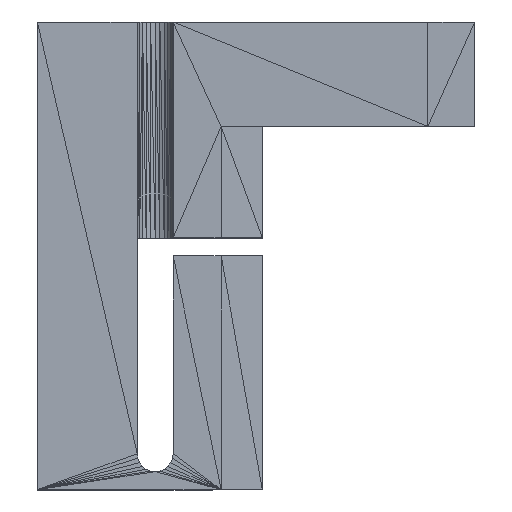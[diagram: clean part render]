
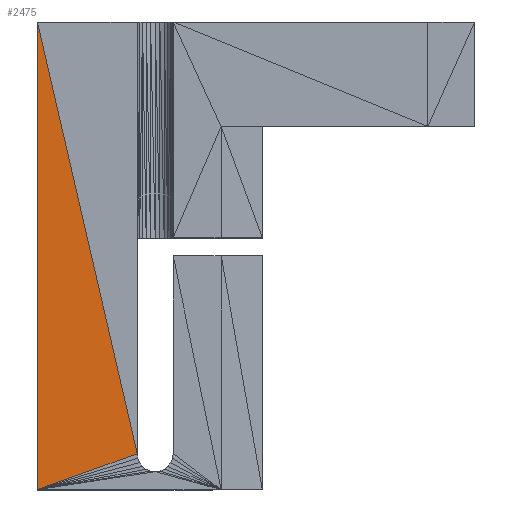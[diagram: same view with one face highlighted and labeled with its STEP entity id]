
A CAD part, top view. The second image highlights one B-rep face of the part: STEP entity #2475.
In plain terms, the highlighted planar face has unit normal (0, 0, 1).
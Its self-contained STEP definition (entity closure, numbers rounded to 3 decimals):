
#56 = VERTEX_POINT('',#57);
#57 = CARTESIAN_POINT('',(0.,0.,11.9));
#703 = VERTEX_POINT('',#704);
#704 = CARTESIAN_POINT('',(0.,26.,11.9));
#1128 = VERTEX_POINT('',#1129);
#1129 = CARTESIAN_POINT('',(5.544,2.,11.9));
#2394 = EDGE_CURVE('',#1128,#703,#2395,.T.);
#2395 = SURFACE_CURVE('',#2396,(#2400,#2412),.PCURVE_S1.);
#2396 = LINE('',#2397,#2398);
#2397 = CARTESIAN_POINT('',(5.544,2.,11.9));
#2398 = VECTOR('',#2399,1.);
#2399 = DIRECTION('',(-0.225,0.974,0.));
#2400 = PCURVE('',#2401,#2406);
#2401 = PLANE('',#2402);
#2402 = AXIS2_PLACEMENT_3D('',#2403,#2404,#2405);
#2403 = CARTESIAN_POINT('',(5.544,2.,11.9));
#2404 = DIRECTION('',(0.,0.,1.));
#2405 = DIRECTION('',(1.,0.,0.));
#2406 = DEFINITIONAL_REPRESENTATION('',(#2407),#2411);
#2407 = LINE('',#2408,#2409);
#2408 = CARTESIAN_POINT('',(0.,0.));
#2409 = VECTOR('',#2410,1.);
#2410 = DIRECTION('',(-0.225,0.974));
#2411 = ( GEOMETRIC_REPRESENTATION_CONTEXT(2) 
PARAMETRIC_REPRESENTATION_CONTEXT() REPRESENTATION_CONTEXT('2D SPACE',''
  ) );
#2412 = PCURVE('',#2413,#2418);
#2413 = PLANE('',#2414);
#2414 = AXIS2_PLACEMENT_3D('',#2415,#2416,#2417);
#2415 = CARTESIAN_POINT('',(0.,26.,11.9));
#2416 = DIRECTION('',(0.,0.,1.));
#2417 = DIRECTION('',(1.,0.,0.));
#2418 = DEFINITIONAL_REPRESENTATION('',(#2419),#2422);
#2419 = B_SPLINE_CURVE_WITH_KNOTS('',1,(#2420,#2421),.UNSPECIFIED.,.F.,
  .F.,(2,2),(0.,24.632),.PIECEWISE_BEZIER_KNOTS.);
#2420 = CARTESIAN_POINT('',(5.544,-24.));
#2421 = CARTESIAN_POINT('',(0.,0.));
#2422 = ( GEOMETRIC_REPRESENTATION_CONTEXT(2) 
PARAMETRIC_REPRESENTATION_CONTEXT() REPRESENTATION_CONTEXT('2D SPACE',''
  ) );
#2475 = ADVANCED_FACE('',(#2476),#2413,.T.);
#2476 = FACE_BOUND('',#2477,.F.);
#2477 = EDGE_LOOP('',(#2478,#2479,#2504));
#2478 = ORIENTED_EDGE('',*,*,#2394,.F.);
#2479 = ORIENTED_EDGE('',*,*,#2480,.T.);
#2480 = EDGE_CURVE('',#1128,#56,#2481,.T.);
#2481 = SURFACE_CURVE('',#2482,(#2486,#2493),.PCURVE_S1.);
#2482 = LINE('',#2483,#2484);
#2483 = CARTESIAN_POINT('',(5.544,2.,11.9));
#2484 = VECTOR('',#2485,1.);
#2485 = DIRECTION('',(-0.941,-0.339,0.));
#2486 = PCURVE('',#2413,#2487);
#2487 = DEFINITIONAL_REPRESENTATION('',(#2488),#2492);
#2488 = LINE('',#2489,#2490);
#2489 = CARTESIAN_POINT('',(5.544,-24.));
#2490 = VECTOR('',#2491,1.);
#2491 = DIRECTION('',(-0.941,-0.339));
#2492 = ( GEOMETRIC_REPRESENTATION_CONTEXT(2) 
PARAMETRIC_REPRESENTATION_CONTEXT() REPRESENTATION_CONTEXT('2D SPACE',''
  ) );
#2493 = PCURVE('',#2494,#2499);
#2494 = PLANE('',#2495);
#2495 = AXIS2_PLACEMENT_3D('',#2496,#2497,#2498);
#2496 = CARTESIAN_POINT('',(0.,0.,11.9)
  );
#2497 = DIRECTION('',(0.,0.,1.));
#2498 = DIRECTION('',(1.,0.,0.));
#2499 = DEFINITIONAL_REPRESENTATION('',(#2500),#2503);
#2500 = B_SPLINE_CURVE_WITH_KNOTS('',1,(#2501,#2502),.UNSPECIFIED.,.F.,
  .F.,(2,2),(0.,5.894),.PIECEWISE_BEZIER_KNOTS.);
#2501 = CARTESIAN_POINT('',(5.544,2.));
#2502 = CARTESIAN_POINT('',(0.,0.));
#2503 = ( GEOMETRIC_REPRESENTATION_CONTEXT(2) 
PARAMETRIC_REPRESENTATION_CONTEXT() REPRESENTATION_CONTEXT('2D SPACE',''
  ) );
#2504 = ORIENTED_EDGE('',*,*,#2505,.T.);
#2505 = EDGE_CURVE('',#56,#703,#2506,.T.);
#2506 = SURFACE_CURVE('',#2507,(#2511,#2518),.PCURVE_S1.);
#2507 = LINE('',#2508,#2509);
#2508 = CARTESIAN_POINT('',(0.,0.,11.9)
  );
#2509 = VECTOR('',#2510,1.);
#2510 = DIRECTION('',(0.,1.,0.));
#2511 = PCURVE('',#2413,#2512);
#2512 = DEFINITIONAL_REPRESENTATION('',(#2513),#2517);
#2513 = LINE('',#2514,#2515);
#2514 = CARTESIAN_POINT('',(0.,-26.));
#2515 = VECTOR('',#2516,1.);
#2516 = DIRECTION('',(0.,1.));
#2517 = ( GEOMETRIC_REPRESENTATION_CONTEXT(2) 
PARAMETRIC_REPRESENTATION_CONTEXT() REPRESENTATION_CONTEXT('2D SPACE',''
  ) );
#2518 = PCURVE('',#2519,#2524);
#2519 = PLANE('',#2520);
#2520 = AXIS2_PLACEMENT_3D('',#2521,#2522,#2523);
#2521 = CARTESIAN_POINT('',(0.,0.,11.9)
  );
#2522 = DIRECTION('',(-1.,0.,0.));
#2523 = DIRECTION('',(0.,0.,-1.));
#2524 = DEFINITIONAL_REPRESENTATION('',(#2525),#2528);
#2525 = B_SPLINE_CURVE_WITH_KNOTS('',1,(#2526,#2527),.UNSPECIFIED.,.F.,
  .F.,(2,2),(0.,26.),.PIECEWISE_BEZIER_KNOTS.);
#2526 = CARTESIAN_POINT('',(0.,0.));
#2527 = CARTESIAN_POINT('',(0.,-26.));
#2528 = ( GEOMETRIC_REPRESENTATION_CONTEXT(2) 
PARAMETRIC_REPRESENTATION_CONTEXT() REPRESENTATION_CONTEXT('2D SPACE',''
  ) );
